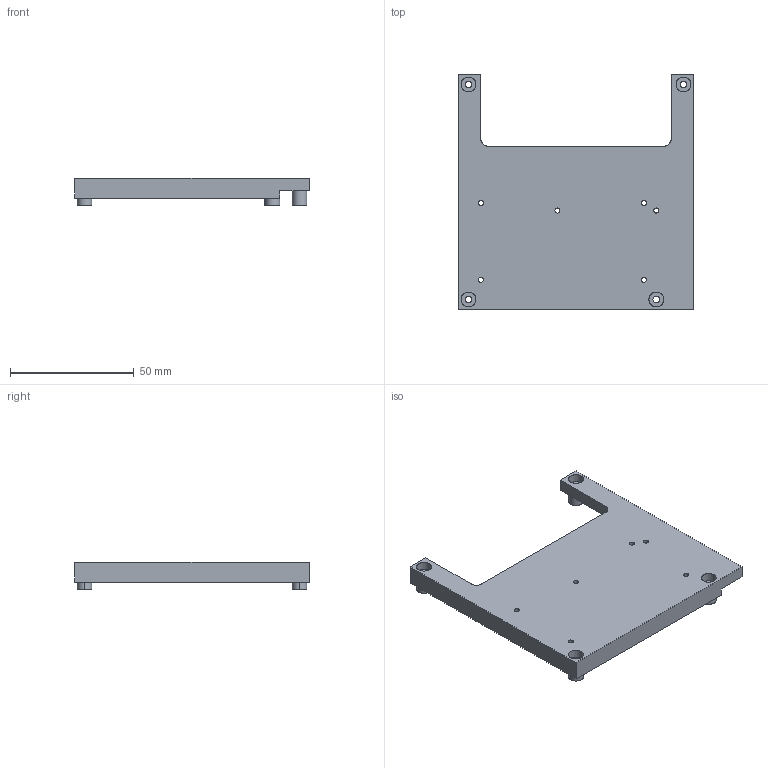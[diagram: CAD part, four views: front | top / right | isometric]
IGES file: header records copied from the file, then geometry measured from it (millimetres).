
Start section: SolidWorks IGES file using analytic representation for surfaces
Global section: file name: 0497988B-6937-455D-8549-F511A3269520.IGS; native system: SolidWorks 2011; preprocessor: SolidWorks 2011; author: partstream; date: 110127.070623; units: millimetre
Bounding box: 95 x 95 x 11 mm (x, y, z)
Surface area: 17807.6 mm2 (no closed solid volume)
Topology: 0 solids, 0 shells, 65 faces, 1304 edges, 1303 vertices
Faces by surface type: revolution 42, bspline 23
